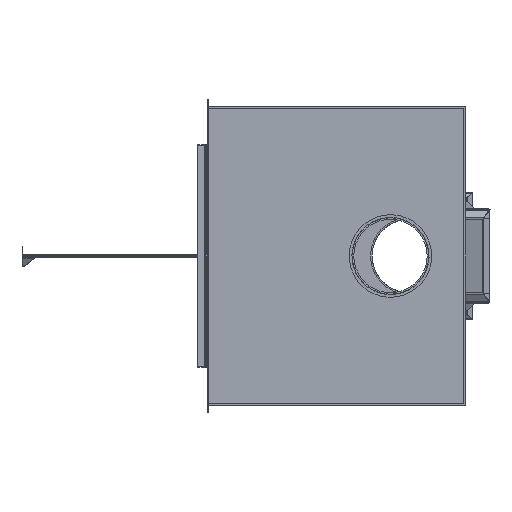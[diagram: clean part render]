
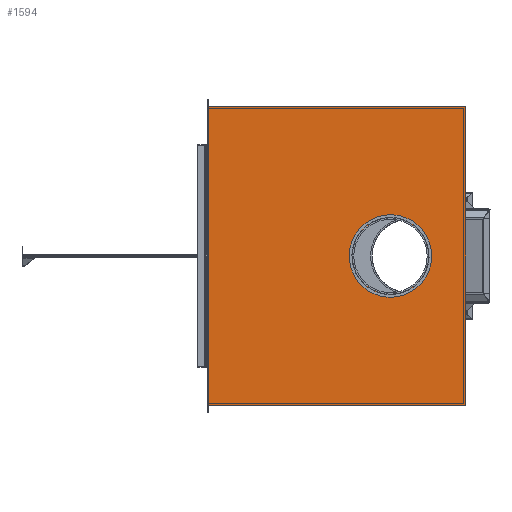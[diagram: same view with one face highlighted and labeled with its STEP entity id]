
A CAD part, left-side view. The second image highlights one B-rep face of the part: STEP entity #1594.
In plain terms, the highlighted planar face has unit normal (-1, 0, 0).
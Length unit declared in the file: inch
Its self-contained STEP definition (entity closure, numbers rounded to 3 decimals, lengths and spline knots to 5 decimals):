
#1292 = CARTESIAN_POINT ( 'NONE',  ( -24.25, -6.32019, -24.375 ) ) ;
#1525 = DIRECTION ( 'NONE',  ( 0., 0., 1. ) ) ;
#1594 = ADVANCED_FACE ( 'NONE', ( #8865, #17863 ), #19275, .T. ) ;
#1696 = VECTOR ( 'NONE', #2886, 39.37008 ) ;
#1807 = CARTESIAN_POINT ( 'NONE',  ( -24.25, -6.32019, 24.375 ) ) ;
#2789 = VECTOR ( 'NONE', #16868, 39.37008 ) ;
#2886 = DIRECTION ( 'NONE',  ( 0., 1., 0. ) ) ;
#3334 = VERTEX_POINT ( 'NONE', #8067 ) ;
#3766 = VECTOR ( 'NONE', #16149, 39.37008 ) ;
#3854 = VERTEX_POINT ( 'NONE', #1292 ) ;
#4293 = CIRCLE ( 'NONE', #16566, 6. ) ;
#4844 = LINE ( 'NONE', #10858, #2789 ) ;
#4952 = EDGE_CURVE ( 'NONE', #3334, #17569, #8021, .T. ) ;
#5745 = CARTESIAN_POINT ( 'NONE',  ( -24.25, -6., -24.125 ) ) ;
#6593 = AXIS2_PLACEMENT_3D ( 'NONE', #16926, #10731, #12208 ) ;
#7125 = AXIS2_PLACEMENT_3D ( 'NONE', #5745, #8962, #14881 ) ;
#7278 = CARTESIAN_POINT ( 'NONE',  ( -24.25, -6.32019, -24.125 ) ) ;
#7465 = EDGE_CURVE ( 'NONE', #17026, #9117, #4293, .T. ) ;
#8021 = LINE ( 'NONE', #14234, #12228 ) ;
#8067 = CARTESIAN_POINT ( 'NONE',  ( -24.25, 35.75, -24.375 ) ) ;
#8467 = EDGE_CURVE ( 'NONE', #9117, #17026, #15048, .T. ) ;
#8610 = CARTESIAN_POINT ( 'NONE',  ( -24.25, 35.75, 24.375 ) ) ;
#8865 = FACE_BOUND ( 'NONE', #16007, .T. ) ;
#8962 = DIRECTION ( 'NONE',  ( -1., 0., 0. ) ) ;
#9117 = VERTEX_POINT ( 'NONE', #11624 ) ;
#9654 = CARTESIAN_POINT ( 'NONE',  ( -24.25, 6., 6. ) ) ;
#10023 = ORIENTED_EDGE ( 'NONE', *, *, #16016, .F. ) ;
#10412 = CARTESIAN_POINT ( 'NONE',  ( -24.25, 6., 0. ) ) ;
#10665 = ORIENTED_EDGE ( 'NONE', *, *, #4952, .F. ) ;
#10731 = DIRECTION ( 'NONE',  ( -1., 0., 0. ) ) ;
#10770 = EDGE_CURVE ( 'NONE', #16688, #17569, #4844, .T. ) ;
#10858 = CARTESIAN_POINT ( 'NONE',  ( -24.25, -6., 24.375 ) ) ;
#11339 = EDGE_CURVE ( 'NONE', #3854, #16688, #14561, .T. ) ;
#11467 = ORIENTED_EDGE ( 'NONE', *, *, #8467, .F. ) ;
#11624 = CARTESIAN_POINT ( 'NONE',  ( -24.25, 6., -6. ) ) ;
#12093 = DIRECTION ( 'NONE',  ( -1., 0., 0. ) ) ;
#12208 = DIRECTION ( 'NONE',  ( 0., 0., 1. ) ) ;
#12228 = VECTOR ( 'NONE', #15909, 39.37008 ) ;
#12614 = ORIENTED_EDGE ( 'NONE', *, *, #11339, .T. ) ;
#12780 = ORIENTED_EDGE ( 'NONE', *, *, #10770, .T. ) ;
#14234 = CARTESIAN_POINT ( 'NONE',  ( -24.25, 35.75, 0. ) ) ;
#14561 = LINE ( 'NONE', #7278, #3766 ) ;
#14715 = CARTESIAN_POINT ( 'NONE',  ( -24.25, -6., -24.375 ) ) ;
#14881 = DIRECTION ( 'NONE',  ( 0., 0., 1. ) ) ;
#15048 = CIRCLE ( 'NONE', #6593, 6. ) ;
#15182 = ORIENTED_EDGE ( 'NONE', *, *, #7465, .F. ) ;
#15909 = DIRECTION ( 'NONE',  ( 0., 0., 1. ) ) ;
#16007 = EDGE_LOOP ( 'NONE', ( #15182, #11467 ) ) ;
#16016 = EDGE_CURVE ( 'NONE', #3854, #3334, #16395, .T. ) ;
#16149 = DIRECTION ( 'NONE',  ( 0., 0., 1. ) ) ;
#16395 = LINE ( 'NONE', #14715, #1696 ) ;
#16566 = AXIS2_PLACEMENT_3D ( 'NONE', #10412, #12093, #1525 ) ;
#16688 = VERTEX_POINT ( 'NONE', #1807 ) ;
#16868 = DIRECTION ( 'NONE',  ( 0., 1., 0. ) ) ;
#16926 = CARTESIAN_POINT ( 'NONE',  ( -24.25, 6., 0. ) ) ;
#17026 = VERTEX_POINT ( 'NONE', #9654 ) ;
#17569 = VERTEX_POINT ( 'NONE', #8610 ) ;
#17863 = FACE_OUTER_BOUND ( 'NONE', #19407, .T. ) ;
#19275 = PLANE ( 'NONE',  #7125 ) ;
#19407 = EDGE_LOOP ( 'NONE', ( #12780, #10665, #10023, #12614 ) ) ;
